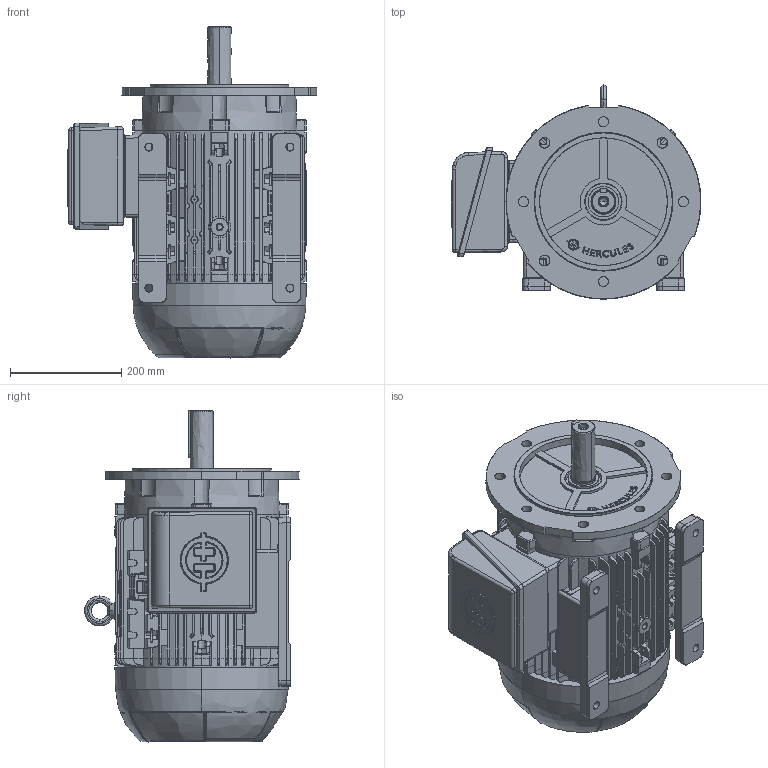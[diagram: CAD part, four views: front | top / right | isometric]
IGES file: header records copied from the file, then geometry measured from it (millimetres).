
Start section: SolidWorks IGES file using analytic representation for surfaces
Global section: file name: 160ML_CP_FF_RIGHT.igs; native system: SolidWorks 2020; preprocessor: SolidWorks 2020; author: dias; date: 240729.114551; units: millimetre
Bounding box: 449.97 x 386.57 x 598 mm (x, y, z)
Surface area: 1800760.6 mm2 (no closed solid volume)
Topology: 0 solids, 0 shells, 3470 faces, 37759 edges, 37746 vertices
Faces by surface type: bspline 2148, revolution 1322
